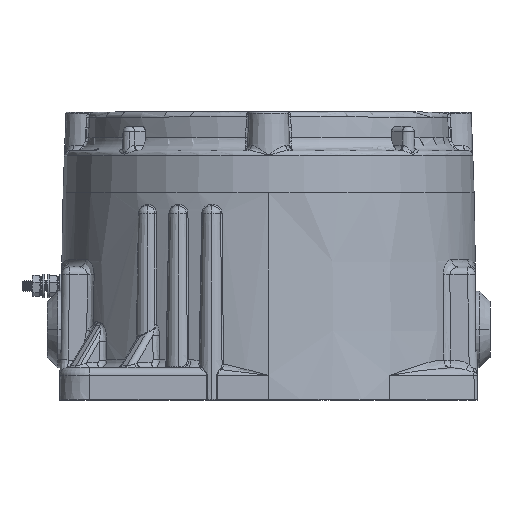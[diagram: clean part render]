
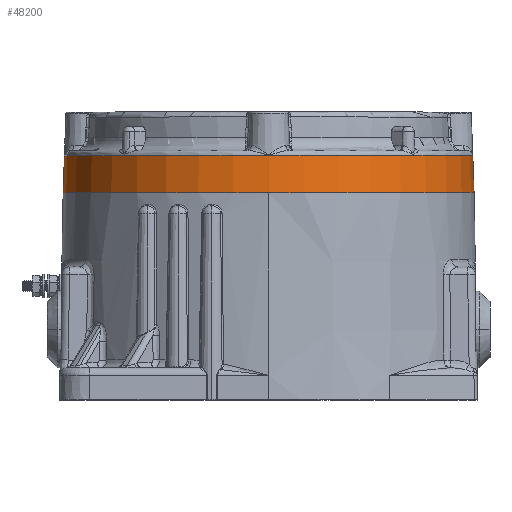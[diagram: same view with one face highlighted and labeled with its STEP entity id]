
A CAD part, top view. The second image highlights one B-rep face of the part: STEP entity #48200.
In plain terms, the highlighted conical face has half-angle 2 degrees and reference radius 77.5 mm.
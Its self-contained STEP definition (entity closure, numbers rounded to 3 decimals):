
#5023 = AXIS2_PLACEMENT_3D ( 'NONE', #6662, #20478, #6944 ) ;
#6662 = CARTESIAN_POINT ( 'NONE',  ( 0., 78., 0. ) ) ;
#6944 = DIRECTION ( 'NONE',  ( -1., 0., 0. ) ) ;
#9976 = DIRECTION ( 'NONE',  ( 0.035, -0.999, 0. ) ) ;
#11817 = VECTOR ( 'NONE', #29986, 1000. ) ;
#13328 = CIRCLE ( 'NONE', #52923, 77.009 ) ;
#14378 = AXIS2_PLACEMENT_3D ( 'NONE', #17565, #25646, #42671 ) ;
#15832 = EDGE_CURVE ( 'NONE', #40476, #53369, #45431, .T. ) ;
#16966 = CARTESIAN_POINT ( 'NONE',  ( -77.5, 78., 0. ) ) ;
#17128 = ORIENTED_EDGE ( 'NONE', *, *, #55017, .T. ) ;
#17311 = DIRECTION ( 'NONE',  ( 0., -1., 0. ) ) ;
#17565 = CARTESIAN_POINT ( 'NONE',  ( 0., 78., 0. ) ) ;
#18830 = VERTEX_POINT ( 'NONE', #30651 ) ;
#19868 = EDGE_LOOP ( 'NONE', ( #43008, #17128, #23656, #22298 ) ) ;
#20478 = DIRECTION ( 'NONE',  ( 0., -1., 0. ) ) ;
#22298 = ORIENTED_EDGE ( 'NONE', *, *, #30771, .T. ) ;
#22458 = VERTEX_POINT ( 'NONE', #53384 ) ;
#23468 = CONICAL_SURFACE ( 'NONE', #5023, 77.5, 0.035 ) ;
#23656 = ORIENTED_EDGE ( 'NONE', *, *, #51488, .T. ) ;
#24479 = CIRCLE ( 'NONE', #14378, 77.5 ) ;
#25646 = DIRECTION ( 'NONE',  ( 0., 1., 0. ) ) ;
#26207 = LINE ( 'NONE', #16966, #11817 ) ;
#29986 = DIRECTION ( 'NONE',  ( -0.035, -0.999, 0. ) ) ;
#30651 = CARTESIAN_POINT ( 'NONE',  ( -77.5, 78., 0. ) ) ;
#30771 = EDGE_CURVE ( 'NONE', #18830, #53369, #24479, .T. ) ;
#39260 = CARTESIAN_POINT ( 'NONE',  ( 0., 92.07, 0. ) ) ;
#40476 = VERTEX_POINT ( 'NONE', #54567 ) ;
#42671 = DIRECTION ( 'NONE',  ( -1., 0., 0. ) ) ;
#43008 = ORIENTED_EDGE ( 'NONE', *, *, #15832, .F. ) ;
#45431 = LINE ( 'NONE', #49518, #51791 ) ;
#47089 = CARTESIAN_POINT ( 'NONE',  ( 77.5, 78., 0. ) ) ;
#48200 = ADVANCED_FACE ( 'NONE', ( #55624 ), #23468, .T. ) ;
#49518 = CARTESIAN_POINT ( 'NONE',  ( 77.5, 78., 0. ) ) ;
#51488 = EDGE_CURVE ( 'NONE', #22458, #18830, #26207, .T. ) ;
#51791 = VECTOR ( 'NONE', #9976, 1000. ) ;
#52496 = DIRECTION ( 'NONE',  ( -1., 0., 0. ) ) ;
#52923 = AXIS2_PLACEMENT_3D ( 'NONE', #39260, #17311, #52496 ) ;
#53369 = VERTEX_POINT ( 'NONE', #47089 ) ;
#53384 = CARTESIAN_POINT ( 'NONE',  ( -77.009, 92.07, 0. ) ) ;
#54567 = CARTESIAN_POINT ( 'NONE',  ( 77.009, 92.07, 0. ) ) ;
#55017 = EDGE_CURVE ( 'NONE', #40476, #22458, #13328, .T. ) ;
#55624 = FACE_OUTER_BOUND ( 'NONE', #19868, .T. ) ;
